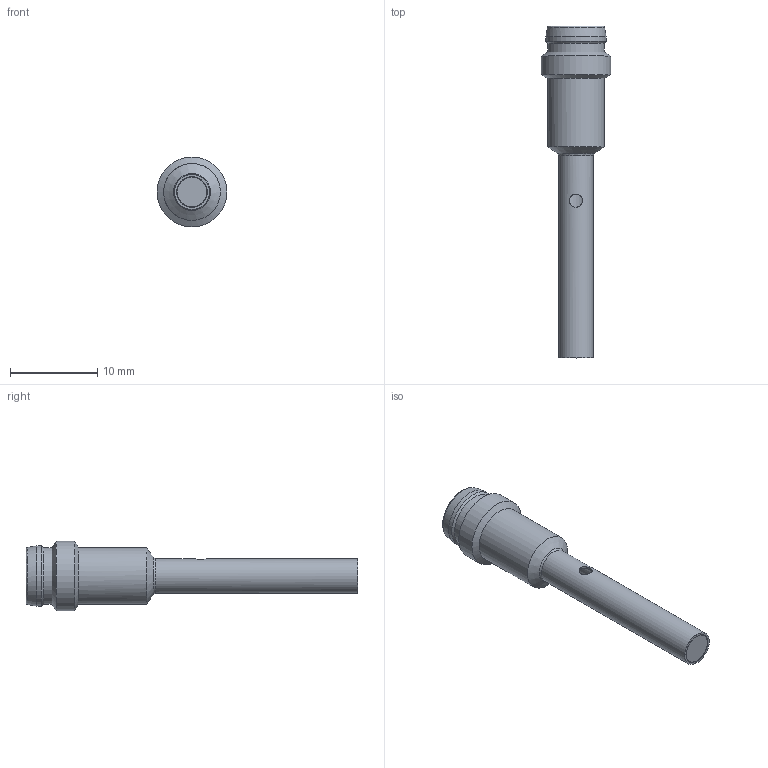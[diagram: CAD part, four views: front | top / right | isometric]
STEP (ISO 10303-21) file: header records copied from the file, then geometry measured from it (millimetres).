
FILE_DESCRIPTION (( 'STEP AP214' ), '1' );
FILE_NAME ('DW-AS-501-04.STEP', '2018-04-11T17:49:18', ( '' ), ( '' ), 'SwSTEP 2.0', 'SolidWorks 2017', '' );
FILE_SCHEMA (( 'AUTOMOTIVE_DESIGN' ));
Length unit declared in the file: inch
Products named in the file (1): DW-AS-501-04
Bounding box: 8 x 38 x 8 mm (x, y, z)
Volume: 453 mm3; surface area: 1348.4 mm2
Topology: 3 solids, 3 shells, 36 faces, 90 edges, 59 vertices
Faces by surface type: cylinder 13, cone 9, plane 8, bspline 3, sphere 3
Full cylindrical faces by diameter (mm): 1.016 x3, 1.5 x1, 3.35 x1, 3.55 x1, 4 x1, 5.588 x1, 5.8 x1, 6.5 x2, 6.9 x1, 8 x1
Entity records: 1064 total; most frequent: CARTESIAN_POINT 414, DIRECTION 128, ORIENTED_EDGE 72, EDGE_LOOP 68, AXIS2_PLACEMENT_3D 64, FACE_OUTER_BOUND 52, VERTEX_POINT 36, EDGE_CURVE 36
